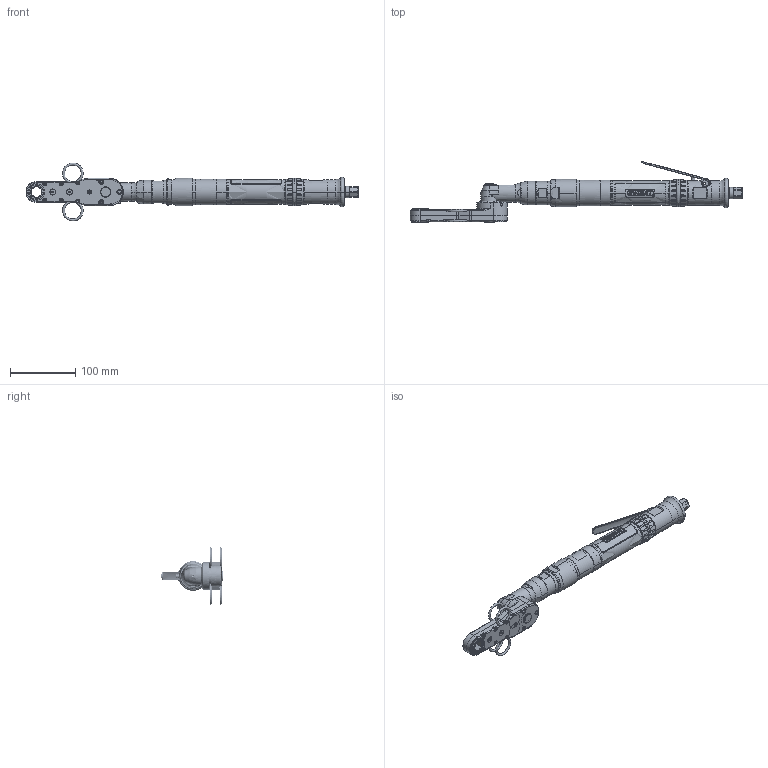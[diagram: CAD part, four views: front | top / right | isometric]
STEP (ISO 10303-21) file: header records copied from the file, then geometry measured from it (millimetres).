
FILE_DESCRIPTION((''),'2;1');
FILE_NAME('SHRINK_SW0001','2017-09-22T',('KMO1124'),(''),'PRO/ENGINEER BY PARAMETRIC TECHNOLOGY CORPORATION, 2010430','PRO/ENGINEER BY PARAMETRIC TECHNOLOGY CORPORATION, 2010430','');
FILE_SCHEMA(('CONFIG_CONTROL_DESIGN'));
Products named in the file (1): SHRINK_SW0001
Bounding box: 508.88 x 94.68 x 88.83 mm (x, y, z)
Surface area: 175117.7 mm2 (no closed solid volume)
Topology: 0 solids, 0 shells, 1547 faces, 8959 edges, 8910 vertices
Faces by surface type: bspline 1455, torus 87, sphere 5
Entity records: 494285 total; most frequent: CARTESIAN_POINT 417189, DIRECTION 11767, TRIMMED_CURVE 9694, DEFINITIONAL_REPRESENTATION 8868, PCURVE 8868, COMPOSITE_CURVE_SEGMENT 8868, VECTOR 7805, LINE 7805
